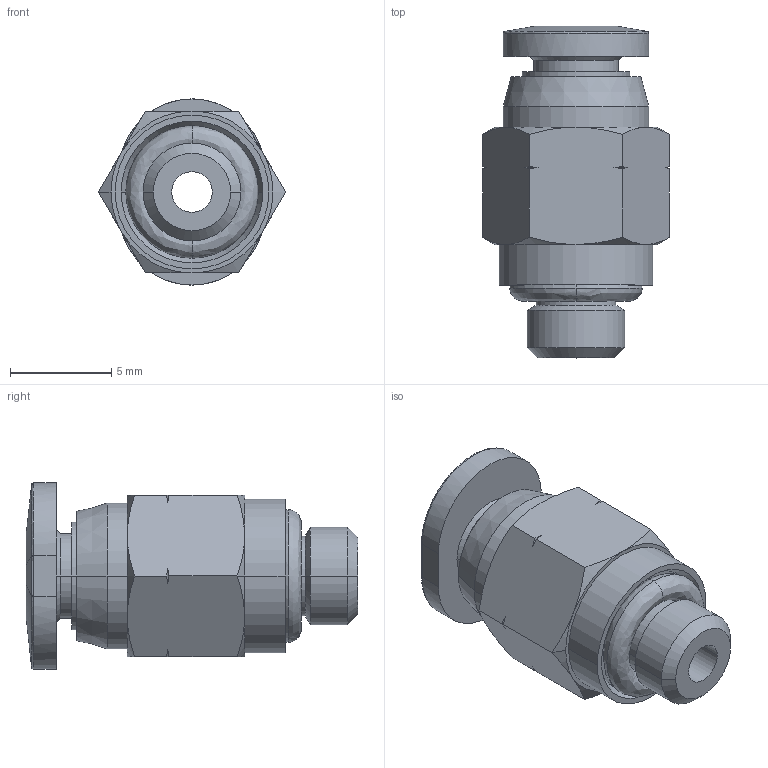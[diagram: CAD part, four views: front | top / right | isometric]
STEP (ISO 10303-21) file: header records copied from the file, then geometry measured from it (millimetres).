
FILE_DESCRIPTION (( 'STEP AP203' ), '1' );
FILE_NAME ('MS18-10N.step', '2016-02-15T20:01:27', ( '' ), ( '' ), 'SwSTEP 2.0', 'SolidWorks 2015', '' );
FILE_SCHEMA (( 'CONFIG_CONTROL_DESIGN' ));
Length unit declared in the file: inch
Products named in the file (1): MS18-10N
Bounding box: 9.24 x 16.4 x 9.2 mm (x, y, z)
Volume: 547 mm3; surface area: 769.9 mm2
Topology: 2 solids, 2 shells, 99 faces, 222 edges, 134 vertices
Faces by surface type: cone 40, bspline 20, cylinder 20, plane 19
Entity records: 4118 total; most frequent: CARTESIAN_POINT 1981, ORIENTED_EDGE 444, DIRECTION 394, EDGE_CURVE 222, AXIS2_PLACEMENT_3D 166, VERTEX_POINT 134, EDGE_LOOP 110, ADVANCED_FACE 99
